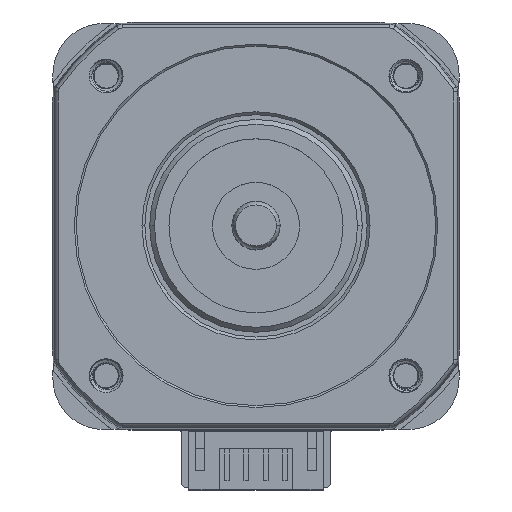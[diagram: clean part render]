
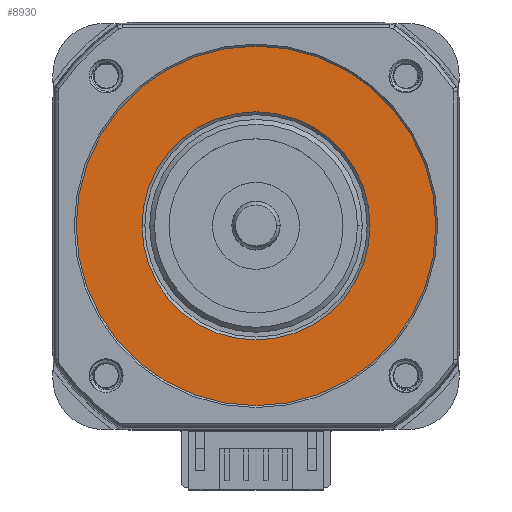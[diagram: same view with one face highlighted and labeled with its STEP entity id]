
A CAD part, top view. The second image highlights one B-rep face of the part: STEP entity #8930.
In plain terms, the highlighted planar face has unit normal (0, 0, 1).
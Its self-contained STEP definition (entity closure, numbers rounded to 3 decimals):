
#7260=CARTESIAN_POINT('',(11.8,0.,-0.2)
);
#7270=VERTEX_POINT('',#7260);
#7350=CARTESIAN_POINT('',(-11.8,0.,-0.2));
#7360=VERTEX_POINT('',#7350);
#7390=CARTESIAN_POINT('',(0.,0.,
-0.2));
#7400=DIRECTION('',(-0.,-0.,-1.));
#7410=DIRECTION('',(1.,0.,0.));
#7420=AXIS2_PLACEMENT_3D('',#7390,#7400,#7410);
#7430=CIRCLE('',#7420,11.8);
#7440=EDGE_CURVE('',#7360,#7270,#7430,.T.);
#8680=CARTESIAN_POINT('',(-18.823,-18.823,-0.2));
#8690=DIRECTION('',(0.,0.,1.));
#8700=DIRECTION('',(1.,0.,-0.));
#8710=AXIS2_PLACEMENT_3D('',#8680,#8690,#8700);
#8720=PLANE('',#8710);
#8730=CARTESIAN_POINT('',(0.,0.,-0.2
));
#8740=DIRECTION('',(0.,0.,1.));
#8750=DIRECTION('',(1.,0.,0.));
#8760=AXIS2_PLACEMENT_3D('',#8730,#8740,#8750);
#8770=CIRCLE('',#8760,18.6);
#8780=CARTESIAN_POINT('',(-18.6,0.,-0.2
));
#8790=VERTEX_POINT('',#8780);
#8800=CARTESIAN_POINT('',(18.6,0.,-0.2));
#8810=VERTEX_POINT('',#8800);
#8820=EDGE_CURVE('',#8790,#8810,#8770,.T.);
#8830=ORIENTED_EDGE('',*,*,#8820,.T.);
#8840=EDGE_CURVE('',#8810,#8790,#8770,.T.);
#8850=ORIENTED_EDGE('',*,*,#8840,.T.);
#8860=EDGE_LOOP('',(#8850,#8830));
#8870=FACE_OUTER_BOUND('',#8860,.T.);
#8880=EDGE_CURVE('',#7270,#7360,#7430,.T.);
#8890=ORIENTED_EDGE('',*,*,#8880,.T.);
#8900=ORIENTED_EDGE('',*,*,#7440,.T.);
#8910=EDGE_LOOP('',(#8900,#8890));
#8920=FACE_BOUND('',#8910,.T.);
#8930=ADVANCED_FACE('',(#8870,#8920),#8720,.T.);
